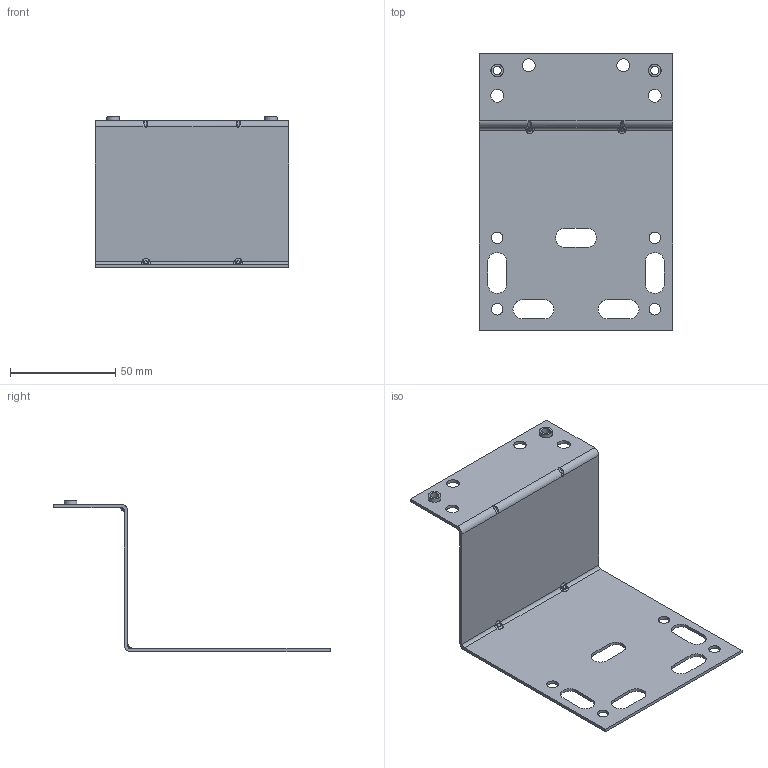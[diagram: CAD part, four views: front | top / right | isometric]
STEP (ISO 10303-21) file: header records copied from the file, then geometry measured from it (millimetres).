
FILE_DESCRIPTION (( 'STEP AP203' ), '1' );
FILE_NAME ('200024+44050100.STEP', '2017-03-09T05:44:59', ( '' ), ( '' ), 'SwSTEP 2.0', 'SolidWorks 2016', '' );
FILE_SCHEMA (( 'CONFIG_CONTROL_DESIGN' ));
Length unit declared in the file: millimetre
Products named in the file (1): 200024+44050100
Bounding box: 92 x 131.5 x 72 mm (x, y, z)
Volume: 25847.6 mm3; surface area: 36007.9 mm2
Topology: 1 solids, 1 shells, 112 faces, 292 edges, 176 vertices
Faces by surface type: cylinder 56, plane 38, bspline 16, cone 2
Full cylindrical faces by diameter (mm): 4 x2, 5.5 x4, 6.2 x4
Entity records: 4935 total; most frequent: CARTESIAN_POINT 2359, ORIENTED_EDGE 544, DIRECTION 430, EDGE_CURVE 272, VERTEX_POINT 176, EDGE_LOOP 156, AXIS2_PLACEMENT_3D 149, LINE 132
